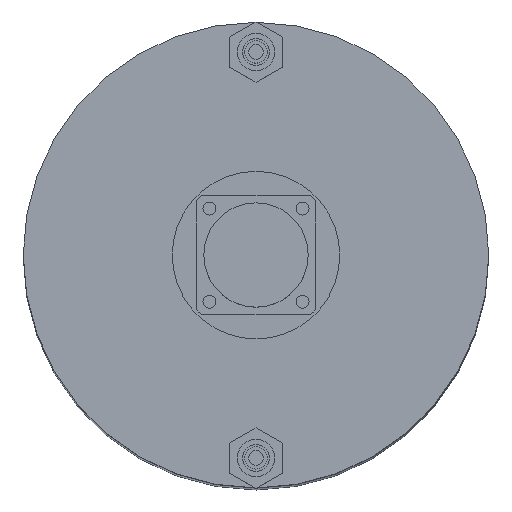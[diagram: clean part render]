
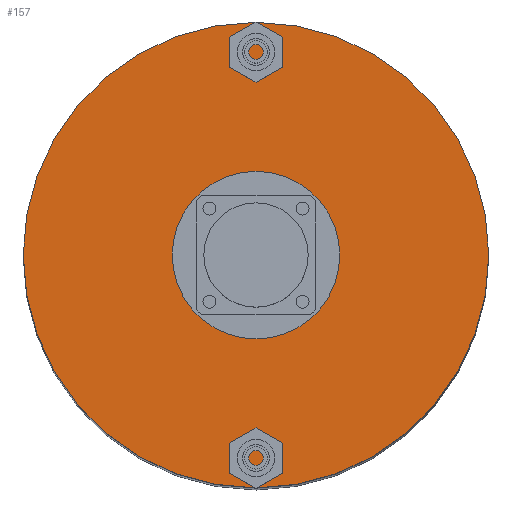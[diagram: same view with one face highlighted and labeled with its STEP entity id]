
A CAD part, top view. The second image highlights one B-rep face of the part: STEP entity #157.
In plain terms, the highlighted planar face has unit normal (0, 0, 1).
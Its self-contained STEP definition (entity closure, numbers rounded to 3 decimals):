
#20 = VERTEX_POINT ( 'NONE', #767 ) ;
#157 = ADVANCED_FACE ( 'NONE', ( #4990, #1542 ), #2416, .T. ) ;
#301 = EDGE_CURVE ( 'NONE', #1435, #20, #1146, .T. ) ;
#384 = DIRECTION ( 'NONE',  ( 0., 0., 1. ) ) ;
#511 = ORIENTED_EDGE ( 'NONE', *, *, #3972, .T. ) ;
#589 = CIRCLE ( 'NONE', #5085, 62.5 ) ;
#767 = CARTESIAN_POINT ( 'NONE',  ( 22.5, 0., 35.5 ) ) ;
#1041 = EDGE_CURVE ( 'NONE', #20, #1435, #2402, .T. ) ;
#1146 = CIRCLE ( 'NONE', #1344, 22.5 ) ;
#1158 = AXIS2_PLACEMENT_3D ( 'NONE', #2983, #384, #1973 ) ;
#1279 = DIRECTION ( 'NONE',  ( 1., 0., 0. ) ) ;
#1311 = CARTESIAN_POINT ( 'NONE',  ( 0., 0., 35.5 ) ) ;
#1344 = AXIS2_PLACEMENT_3D ( 'NONE', #1311, #4120, #1279 ) ;
#1435 = VERTEX_POINT ( 'NONE', #4963 ) ;
#1542 = FACE_OUTER_BOUND ( 'NONE', #3476, .T. ) ;
#1593 = DIRECTION ( 'NONE',  ( 0., 0., 1. ) ) ;
#1973 = DIRECTION ( 'NONE',  ( 1., 0., 0. ) ) ;
#2377 = EDGE_LOOP ( 'NONE', ( #3500, #4849 ) ) ;
#2402 = CIRCLE ( 'NONE', #4286, 22.5 ) ;
#2416 = PLANE ( 'NONE',  #4324 ) ;
#2688 = ORIENTED_EDGE ( 'NONE', *, *, #3622, .T. ) ;
#2813 = VERTEX_POINT ( 'NONE', #3540 ) ;
#2881 = DIRECTION ( 'NONE',  ( 0., 0., 1. ) ) ;
#2900 = DIRECTION ( 'NONE',  ( 1., 0., 0. ) ) ;
#2983 = CARTESIAN_POINT ( 'NONE',  ( 0., 0., 35.5 ) ) ;
#3476 = EDGE_LOOP ( 'NONE', ( #2688, #511 ) ) ;
#3500 = ORIENTED_EDGE ( 'NONE', *, *, #301, .F. ) ;
#3540 = CARTESIAN_POINT ( 'NONE',  ( -62.5, 0., 35.5 ) ) ;
#3622 = EDGE_CURVE ( 'NONE', #2813, #4214, #589, .T. ) ;
#3793 = CARTESIAN_POINT ( 'NONE',  ( 0., 0., 35.5 ) ) ;
#3972 = EDGE_CURVE ( 'NONE', #4214, #2813, #4541, .T. ) ;
#3991 = CARTESIAN_POINT ( 'NONE',  ( 0., 0., 35.5 ) ) ;
#4120 = DIRECTION ( 'NONE',  ( 0., 0., 1. ) ) ;
#4214 = VERTEX_POINT ( 'NONE', #4399 ) ;
#4223 = DIRECTION ( 'NONE',  ( 1., 0., 0. ) ) ;
#4256 = DIRECTION ( 'NONE',  ( 0., 0., 1. ) ) ;
#4286 = AXIS2_PLACEMENT_3D ( 'NONE', #3793, #4256, #4223 ) ;
#4324 = AXIS2_PLACEMENT_3D ( 'NONE', #3991, #1593, #4388 ) ;
#4388 = DIRECTION ( 'NONE',  ( 1., 0., 0. ) ) ;
#4399 = CARTESIAN_POINT ( 'NONE',  ( 62.5, 0., 35.5 ) ) ;
#4541 = CIRCLE ( 'NONE', #1158, 62.5 ) ;
#4849 = ORIENTED_EDGE ( 'NONE', *, *, #1041, .F. ) ;
#4892 = CARTESIAN_POINT ( 'NONE',  ( 0., 0., 35.5 ) ) ;
#4963 = CARTESIAN_POINT ( 'NONE',  ( -22.5, 0., 35.5 ) ) ;
#4990 = FACE_BOUND ( 'NONE', #2377, .T. ) ;
#5085 = AXIS2_PLACEMENT_3D ( 'NONE', #4892, #2881, #2900 ) ;
